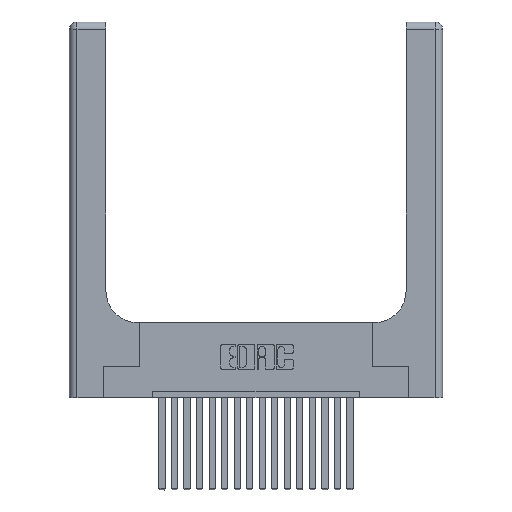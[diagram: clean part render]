
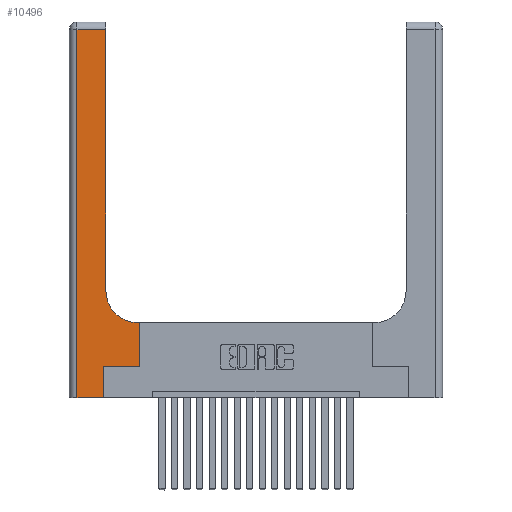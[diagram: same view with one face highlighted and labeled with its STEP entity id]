
A CAD part, top view. The second image highlights one B-rep face of the part: STEP entity #10496.
In plain terms, the highlighted planar face has unit normal (0, 0, 1).
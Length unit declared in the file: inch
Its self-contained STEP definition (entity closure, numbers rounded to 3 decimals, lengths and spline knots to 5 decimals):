
#693 = LINE ( 'NONE', #2574, #7633 ) ;
#717 = VECTOR ( 'NONE', #5180, 39.37008 ) ;
#1262 = EDGE_LOOP ( 'NONE', ( #8537, #19229, #1383, #1386, #4196, #16189, #15499, #5767, #17264 ) ) ;
#1330 = DIRECTION ( 'NONE',  ( -1., 0., 0. ) ) ;
#1383 = ORIENTED_EDGE ( 'NONE', *, *, #3573, .T. ) ;
#1386 = ORIENTED_EDGE ( 'NONE', *, *, #4059, .T. ) ;
#1584 = FACE_OUTER_BOUND ( 'NONE', #1262, .T. ) ;
#1728 = CARTESIAN_POINT ( 'NONE',  ( 0.5415, 0.6, 0.37 ) ) ;
#1875 = DIRECTION ( 'NONE',  ( 0., 1., 0. ) ) ;
#1920 = DIRECTION ( 'NONE',  ( 0., 1., 0. ) ) ;
#1983 = VERTEX_POINT ( 'NONE', #4240 ) ;
#2007 = DIRECTION ( 'NONE',  ( 1., 0., 0. ) ) ;
#2569 = LINE ( 'NONE', #15860, #18204 ) ;
#2574 = CARTESIAN_POINT ( 'NONE',  ( 0.2915, 0.6, 0.37 ) ) ;
#2723 = CIRCLE ( 'NONE', #17765, 0.25 ) ;
#2880 = CARTESIAN_POINT ( 'NONE',  ( 0.06, 0., 0.37 ) ) ;
#2908 = VERTEX_POINT ( 'NONE', #3886 ) ;
#3030 = EDGE_CURVE ( 'NONE', #12687, #3528, #693, .T. ) ;
#3046 = CARTESIAN_POINT ( 'NONE',  ( 0.2915, 0.85, 0.37 ) ) ;
#3528 = VERTEX_POINT ( 'NONE', #1728 ) ;
#3573 = EDGE_CURVE ( 'NONE', #15816, #4537, #8176, .T. ) ;
#3713 = EDGE_CURVE ( 'NONE', #3528, #15464, #2723, .T. ) ;
#3886 = CARTESIAN_POINT ( 'NONE',  ( 0.269, 0.25, 0.37 ) ) ;
#4059 = EDGE_CURVE ( 'NONE', #4537, #6019, #12115, .T. ) ;
#4196 = ORIENTED_EDGE ( 'NONE', *, *, #18567, .T. ) ;
#4240 = CARTESIAN_POINT ( 'NONE',  ( 0.5585, 0.25, 0.37 ) ) ;
#4537 = VERTEX_POINT ( 'NONE', #2880 ) ;
#4614 = EDGE_CURVE ( 'NONE', #10140, #15816, #18314, .T. ) ;
#5180 = DIRECTION ( 'NONE',  ( 1., 0., 0. ) ) ;
#5326 = CARTESIAN_POINT ( 'NONE',  ( 0.269, 0., 0.37 ) ) ;
#5767 = ORIENTED_EDGE ( 'NONE', *, *, #3030, .T. ) ;
#5831 = CARTESIAN_POINT ( 'NONE',  ( 0., 3., 0.37 ) ) ;
#6019 = VERTEX_POINT ( 'NONE', #20559 ) ;
#6265 = VECTOR ( 'NONE', #1875, 39.37008 ) ;
#6652 = VECTOR ( 'NONE', #14652, 39.37008 ) ;
#6847 = CARTESIAN_POINT ( 'NONE',  ( 0.06, 3., 0.37 ) ) ;
#7167 = EDGE_CURVE ( 'NONE', #15464, #10140, #2569, .T. ) ;
#7171 = CARTESIAN_POINT ( 'NONE',  ( 0.06, 2.94, 0.37 ) ) ;
#7184 = DIRECTION ( 'NONE',  ( 0., 0., -1. ) ) ;
#7633 = VECTOR ( 'NONE', #15252, 39.37008 ) ;
#8176 = LINE ( 'NONE', #6847, #18098 ) ;
#8457 = DIRECTION ( 'NONE',  ( 0., -1., 0. ) ) ;
#8504 = LINE ( 'NONE', #5326, #6265 ) ;
#8537 = ORIENTED_EDGE ( 'NONE', *, *, #7167, .T. ) ;
#8857 = DIRECTION ( 'NONE',  ( 1., 0., 0. ) ) ;
#9390 = EDGE_CURVE ( 'NONE', #1983, #12687, #12163, .T. ) ;
#9454 = CARTESIAN_POINT ( 'NONE',  ( 0., 2.94, 0.37 ) ) ;
#9770 = CARTESIAN_POINT ( 'NONE',  ( 0.269, 0.25, 0.37 ) ) ;
#10140 = VERTEX_POINT ( 'NONE', #18546 ) ;
#10344 = CARTESIAN_POINT ( 'NONE',  ( 0.5585, 0.6, 0.37 ) ) ;
#10496 = ADVANCED_FACE ( 'NONE', ( #1584 ), #10541, .F. ) ;
#10541 = PLANE ( 'NONE',  #19297 ) ;
#11509 = CARTESIAN_POINT ( 'NONE',  ( 0., 0., 0.37 ) ) ;
#12115 = LINE ( 'NONE', #11509, #717 ) ;
#12163 = LINE ( 'NONE', #12954, #18381 ) ;
#12687 = VERTEX_POINT ( 'NONE', #10344 ) ;
#12879 = LINE ( 'NONE', #9770, #13867 ) ;
#12954 = CARTESIAN_POINT ( 'NONE',  ( 0.5585, 0.25, 0.37 ) ) ;
#13867 = VECTOR ( 'NONE', #2007, 39.37008 ) ;
#14624 = DIRECTION ( 'NONE',  ( 0., 1., 0. ) ) ;
#14652 = DIRECTION ( 'NONE',  ( -1., 0., 0. ) ) ;
#15252 = DIRECTION ( 'NONE',  ( -1., 0., 0. ) ) ;
#15464 = VERTEX_POINT ( 'NONE', #3046 ) ;
#15499 = ORIENTED_EDGE ( 'NONE', *, *, #9390, .T. ) ;
#15606 = DIRECTION ( 'NONE',  ( 0., 0., -1. ) ) ;
#15816 = VERTEX_POINT ( 'NONE', #7171 ) ;
#15860 = CARTESIAN_POINT ( 'NONE',  ( 0.2915, 3., 0.37 ) ) ;
#16189 = ORIENTED_EDGE ( 'NONE', *, *, #20287, .T. ) ;
#17264 = ORIENTED_EDGE ( 'NONE', *, *, #3713, .T. ) ;
#17765 = AXIS2_PLACEMENT_3D ( 'NONE', #18357, #7184, #8857 ) ;
#18098 = VECTOR ( 'NONE', #8457, 39.37008 ) ;
#18204 = VECTOR ( 'NONE', #1920, 39.37008 ) ;
#18314 = LINE ( 'NONE', #9454, #6652 ) ;
#18357 = CARTESIAN_POINT ( 'NONE',  ( 0.5415, 0.85, 0.37 ) ) ;
#18381 = VECTOR ( 'NONE', #14624, 39.37008 ) ;
#18546 = CARTESIAN_POINT ( 'NONE',  ( 0.2915, 2.94, 0.37 ) ) ;
#18567 = EDGE_CURVE ( 'NONE', #6019, #2908, #8504, .T. ) ;
#19229 = ORIENTED_EDGE ( 'NONE', *, *, #4614, .T. ) ;
#19297 = AXIS2_PLACEMENT_3D ( 'NONE', #5831, #15606, #1330 ) ;
#20287 = EDGE_CURVE ( 'NONE', #2908, #1983, #12879, .T. ) ;
#20559 = CARTESIAN_POINT ( 'NONE',  ( 0.269, 0., 0.37 ) ) ;
